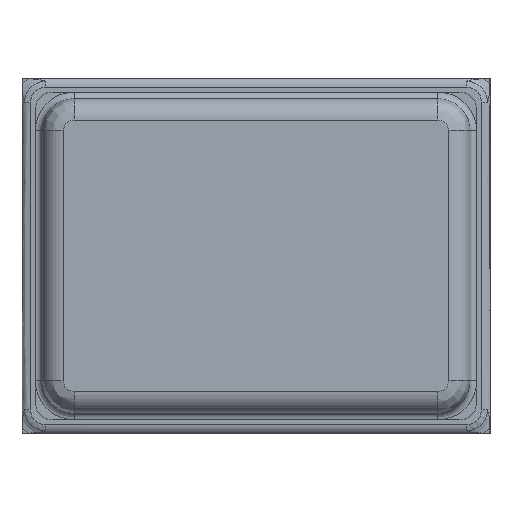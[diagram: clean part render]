
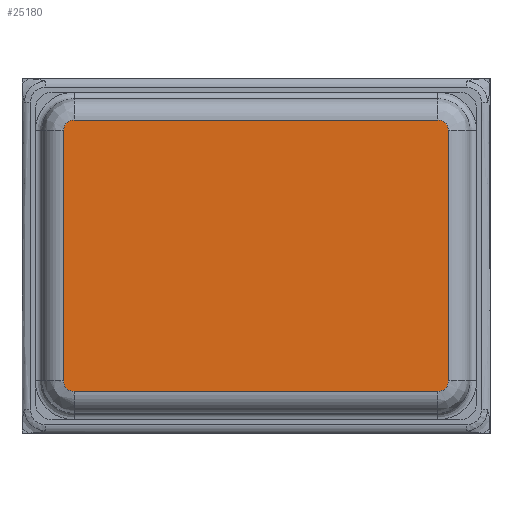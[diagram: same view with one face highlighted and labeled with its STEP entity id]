
A CAD part, top view. The second image highlights one B-rep face of the part: STEP entity #25180.
In plain terms, the highlighted planar face has unit normal (0, 0, 1).
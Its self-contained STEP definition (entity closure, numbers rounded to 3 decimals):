
#23600=CARTESIAN_POINT('',(1.44,0.935,0.769));
#23601=VERTEX_POINT('',#23600);
#23620=CARTESIAN_POINT('',(1.36,1.015,0.769));
#23621=VERTEX_POINT('',#23620);
#23629=CARTESIAN_POINT('',(1.36,0.935,0.769));
#23630=DIRECTION('',(0.0,0.0,-1.0));
#23631=DIRECTION('',(0.707,0.707,0.0));
#23632=AXIS2_PLACEMENT_3D('',#23629,#23630,#23631);
#23633=CIRCLE('',#23632,0.08);
#23634=EDGE_CURVE('',#23621,#23601,#23633,.T.);
#23850=CARTESIAN_POINT('',(-1.36,1.015,0.769));
#23851=VERTEX_POINT('',#23850);
#23859=CARTESIAN_POINT('',(-1.36,1.015,0.769));
#23860=DIRECTION('',(1.0,0.0,0.0));
#23861=VECTOR('',#23860,2.72);
#23862=LINE('',#23859,#23861);
#23863=EDGE_CURVE('',#23851,#23621,#23862,.T.);
#24164=CARTESIAN_POINT('',(-1.44,0.935,0.769));
#24165=VERTEX_POINT('',#24164);
#24173=CARTESIAN_POINT('',(-1.36,0.935,0.769));
#24174=DIRECTION('',(0.0,0.0,-1.0));
#24175=DIRECTION('',(-0.707,0.707,0.0));
#24176=AXIS2_PLACEMENT_3D('',#24173,#24174,#24175);
#24177=CIRCLE('',#24176,0.08);
#24178=EDGE_CURVE('',#24165,#23851,#24177,.T.);
#24324=CARTESIAN_POINT('',(-1.44,-0.935,0.769));
#24325=VERTEX_POINT('',#24324);
#24333=CARTESIAN_POINT('',(-1.44,-0.935,0.769));
#24334=DIRECTION('',(0.0,1.0,0.0));
#24335=VECTOR('',#24334,1.87);
#24336=LINE('',#24333,#24335);
#24337=EDGE_CURVE('',#24325,#24165,#24336,.T.);
#24405=CARTESIAN_POINT('',(-1.36,-1.015,0.769));
#24406=VERTEX_POINT('',#24405);
#24414=CARTESIAN_POINT('',(-1.36,-0.935,0.769));
#24415=DIRECTION('',(0.0,0.0,-1.0));
#24416=DIRECTION('',(-0.707,-0.707,0.0));
#24417=AXIS2_PLACEMENT_3D('',#24414,#24415,#24416);
#24418=CIRCLE('',#24417,0.08);
#24419=EDGE_CURVE('',#24406,#24325,#24418,.T.);
#24628=CARTESIAN_POINT('',(1.36,-1.015,0.769));
#24629=VERTEX_POINT('',#24628);
#24637=CARTESIAN_POINT('',(1.36,-1.015,0.769));
#24638=DIRECTION('',(-1.0,0.0,0.0));
#24639=VECTOR('',#24638,2.72);
#24640=LINE('',#24637,#24639);
#24641=EDGE_CURVE('',#24629,#24406,#24640,.T.);
#24901=CARTESIAN_POINT('',(1.44,-0.935,0.769));
#24902=VERTEX_POINT('',#24901);
#24910=CARTESIAN_POINT('',(1.36,-0.935,0.769));
#24911=DIRECTION('',(0.0,0.0,-1.0));
#24912=DIRECTION('',(0.707,-0.707,0.0));
#24913=AXIS2_PLACEMENT_3D('',#24910,#24911,#24912);
#24914=CIRCLE('',#24913,0.08);
#24915=EDGE_CURVE('',#24902,#24629,#24914,.T.);
#25080=CARTESIAN_POINT('',(1.44,0.935,0.769));
#25081=DIRECTION('',(0.0,-1.0,0.0));
#25082=VECTOR('',#25081,1.87);
#25083=LINE('',#25080,#25082);
#25084=EDGE_CURVE('',#23601,#24902,#25083,.T.);
#25165=CARTESIAN_POINT('',(0.,0.0,0.769));
#25166=DIRECTION('',(0.0,0.0,1.0));
#25167=DIRECTION('',(1.0,0.0,0.0));
#25168=AXIS2_PLACEMENT_3D('',#25165,#25166,#25167);
#25169=PLANE('',#25168);
#25170=ORIENTED_EDGE('',*,*,#23863,.F.);
#25171=ORIENTED_EDGE('',*,*,#24178,.F.);
#25172=ORIENTED_EDGE('',*,*,#24337,.F.);
#25173=ORIENTED_EDGE('',*,*,#24419,.F.);
#25174=ORIENTED_EDGE('',*,*,#24641,.F.);
#25175=ORIENTED_EDGE('',*,*,#24915,.F.);
#25176=ORIENTED_EDGE('',*,*,#25084,.F.);
#25177=ORIENTED_EDGE('',*,*,#23634,.F.);
#25178=EDGE_LOOP('',(#25170,#25171,#25172,#25173,#25174,#25175,#25176,#25177));
#25179=FACE_OUTER_BOUND('',#25178,.T.);
#25180=ADVANCED_FACE('',(#25179),#25169,.T.);
